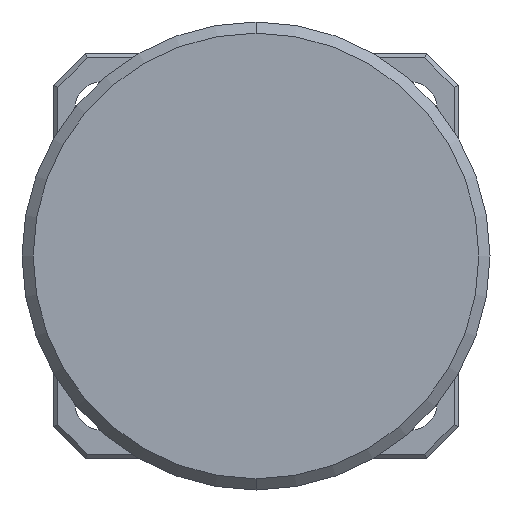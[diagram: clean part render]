
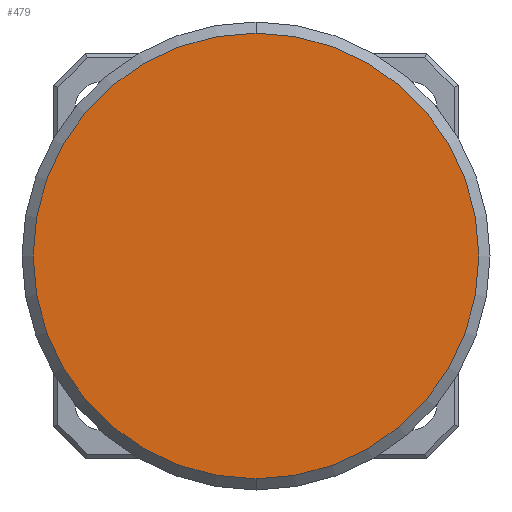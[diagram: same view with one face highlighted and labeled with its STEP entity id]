
A CAD part, left-side view. The second image highlights one B-rep face of the part: STEP entity #479.
In plain terms, the highlighted planar face has unit normal (-1, 0, 0).
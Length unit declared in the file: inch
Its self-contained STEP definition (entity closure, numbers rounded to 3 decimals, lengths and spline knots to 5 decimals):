
#201 = CARTESIAN_POINT ( 'NONE',  ( -1.6, 0., 0. ) ) ;
#220 = EDGE_LOOP ( 'NONE', ( #1268, #352 ) ) ;
#225 = CIRCLE ( 'NONE', #624, 0.4835 ) ;
#266 = AXIS2_PLACEMENT_3D ( 'NONE', #733, #933, #1040 ) ;
#344 = EDGE_CURVE ( 'NONE', #981, #1170, #225, .T. ) ;
#352 = ORIENTED_EDGE ( 'NONE', *, *, #344, .T. ) ;
#423 = CARTESIAN_POINT ( 'NONE',  ( -1.6, 0.5135, 0. ) ) ;
#427 = DIRECTION ( 'NONE',  ( 0., 0., 1. ) ) ;
#479 = ADVANCED_FACE ( 'NONE', ( #982 ), #1037, .T. ) ;
#512 = EDGE_CURVE ( 'NONE', #1170, #981, #1175, .T. ) ;
#544 = CARTESIAN_POINT ( 'NONE',  ( -1.6, 0., -0.4835 ) ) ;
#622 = DIRECTION ( 'NONE',  ( -1., 0., 0. ) ) ;
#624 = AXIS2_PLACEMENT_3D ( 'NONE', #201, #1220, #809 ) ;
#733 = CARTESIAN_POINT ( 'NONE',  ( -1.6, 0., 0. ) ) ;
#809 = DIRECTION ( 'NONE',  ( 0., 0., 1. ) ) ;
#933 = DIRECTION ( 'NONE',  ( -1., 0., 0. ) ) ;
#955 = AXIS2_PLACEMENT_3D ( 'NONE', #423, #622, #427 ) ;
#981 = VERTEX_POINT ( 'NONE', #1110 ) ;
#982 = FACE_OUTER_BOUND ( 'NONE', #220, .T. ) ;
#1037 = PLANE ( 'NONE',  #955 ) ;
#1040 = DIRECTION ( 'NONE',  ( 0., 0., 1. ) ) ;
#1110 = CARTESIAN_POINT ( 'NONE',  ( -1.6, 0., 0.4835 ) ) ;
#1170 = VERTEX_POINT ( 'NONE', #544 ) ;
#1175 = CIRCLE ( 'NONE', #266, 0.4835 ) ;
#1220 = DIRECTION ( 'NONE',  ( -1., 0., 0. ) ) ;
#1268 = ORIENTED_EDGE ( 'NONE', *, *, #512, .T. ) ;
